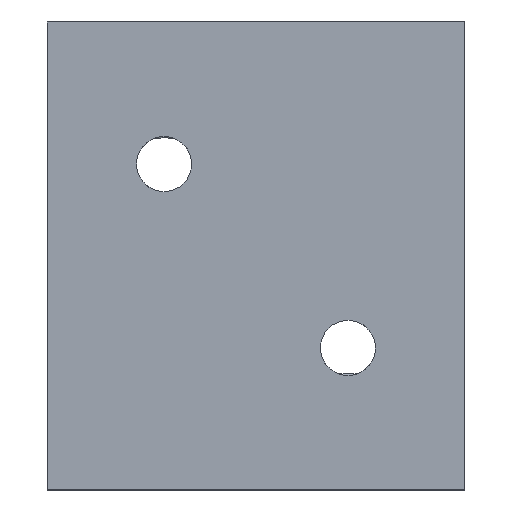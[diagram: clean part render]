
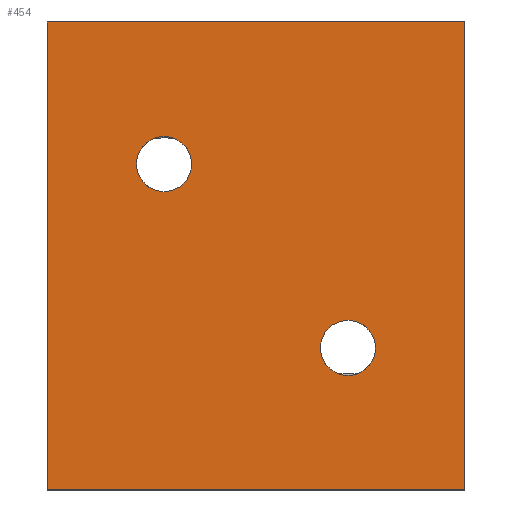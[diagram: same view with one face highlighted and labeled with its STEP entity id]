
A CAD part, left-side view. The second image highlights one B-rep face of the part: STEP entity #454.
In plain terms, the highlighted planar face has unit normal (-1, 0, 0).
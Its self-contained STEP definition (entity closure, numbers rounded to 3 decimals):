
#26 = PLANE ( 'NONE',  #544 ) ;
#29 = VERTEX_POINT ( 'NONE', #253 ) ;
#47 = VECTOR ( 'NONE', #298, 1000. ) ;
#89 = CARTESIAN_POINT ( 'NONE',  ( 234.757, 405.02, 33.85 ) ) ;
#90 = DIRECTION ( 'NONE',  ( 0., 0., 1. ) ) ;
#91 = EDGE_CURVE ( 'NONE', #307, #121, #712, .T. ) ;
#111 = CARTESIAN_POINT ( 'NONE',  ( 234.757, 423.02, 51.7 ) ) ;
#113 = DIRECTION ( 'NONE',  ( -1., 0., 0. ) ) ;
#121 = VERTEX_POINT ( 'NONE', #494 ) ;
#127 = DIRECTION ( 'NONE',  ( 0., 0., 1. ) ) ;
#131 = EDGE_LOOP ( 'NONE', ( #425, #552, #584, #297 ) ) ;
#135 = CIRCLE ( 'NONE', #330, 1.65 ) ;
#168 = DIRECTION ( 'NONE',  ( 0., 0., -1. ) ) ;
#219 = DIRECTION ( 'NONE',  ( -1., 0., 0. ) ) ;
#221 = FACE_BOUND ( 'NONE', #604, .T. ) ;
#232 = AXIS2_PLACEMENT_3D ( 'NONE', #533, #113, #127 ) ;
#244 = CARTESIAN_POINT ( 'NONE',  ( 234.757, 398.02, 51.7 ) ) ;
#253 = CARTESIAN_POINT ( 'NONE',  ( 234.757, 423.02, 23.7 ) ) ;
#260 = VERTEX_POINT ( 'NONE', #111 ) ;
#265 = VERTEX_POINT ( 'NONE', #381 ) ;
#277 = DIRECTION ( 'NONE',  ( 0., -1., 0. ) ) ;
#283 = CARTESIAN_POINT ( 'NONE',  ( 234.757, 416.02, 43.2 ) ) ;
#297 = ORIENTED_EDGE ( 'NONE', *, *, #653, .F. ) ;
#298 = DIRECTION ( 'NONE',  ( 0., -1., 0. ) ) ;
#304 = EDGE_CURVE ( 'NONE', #121, #307, #135, .T. ) ;
#307 = VERTEX_POINT ( 'NONE', #717 ) ;
#330 = AXIS2_PLACEMENT_3D ( 'NONE', #787, #439, #378 ) ;
#352 = CARTESIAN_POINT ( 'NONE',  ( 234.757, 398.02, 51.7 ) ) ;
#358 = VERTEX_POINT ( 'NONE', #538 ) ;
#378 = DIRECTION ( 'NONE',  ( 0., 0., 1. ) ) ;
#381 = CARTESIAN_POINT ( 'NONE',  ( 234.757, 398.02, 23.7 ) ) ;
#392 = ORIENTED_EDGE ( 'NONE', *, *, #725, .F. ) ;
#403 = CIRCLE ( 'NONE', #232, 1.65 ) ;
#411 = FACE_OUTER_BOUND ( 'NONE', #131, .T. ) ;
#423 = DIRECTION ( 'NONE',  ( 1., 0., 0. ) ) ;
#425 = ORIENTED_EDGE ( 'NONE', *, *, #611, .T. ) ;
#439 = DIRECTION ( 'NONE',  ( -1., 0., 0. ) ) ;
#447 = LINE ( 'NONE', #864, #603 ) ;
#454 = ADVANCED_FACE ( 'NONE', ( #692, #221, #411 ), #26, .F. ) ;
#463 = VERTEX_POINT ( 'NONE', #89 ) ;
#493 = CARTESIAN_POINT ( 'NONE',  ( 234.757, 398.02, 51.7 ) ) ;
#494 = CARTESIAN_POINT ( 'NONE',  ( 234.757, 416.02, 44.85 ) ) ;
#513 = EDGE_CURVE ( 'NONE', #29, #265, #625, .T. ) ;
#531 = EDGE_CURVE ( 'NONE', #688, #265, #699, .T. ) ;
#533 = CARTESIAN_POINT ( 'NONE',  ( 234.757, 405.02, 32.2 ) ) ;
#538 = CARTESIAN_POINT ( 'NONE',  ( 234.757, 405.02, 30.55 ) ) ;
#544 = AXIS2_PLACEMENT_3D ( 'NONE', #493, #423, #687 ) ;
#551 = DIRECTION ( 'NONE',  ( -1., 0., 0. ) ) ;
#552 = ORIENTED_EDGE ( 'NONE', *, *, #513, .T. ) ;
#570 = LINE ( 'NONE', #856, #47 ) ;
#584 = ORIENTED_EDGE ( 'NONE', *, *, #531, .F. ) ;
#603 = VECTOR ( 'NONE', #168, 1000. ) ;
#604 = EDGE_LOOP ( 'NONE', ( #869, #392 ) ) ;
#610 = ORIENTED_EDGE ( 'NONE', *, *, #91, .F. ) ;
#611 = EDGE_CURVE ( 'NONE', #260, #29, #447, .T. ) ;
#625 = LINE ( 'NONE', #769, #675 ) ;
#653 = EDGE_CURVE ( 'NONE', #260, #688, #570, .T. ) ;
#675 = VECTOR ( 'NONE', #277, 1000. ) ;
#678 = AXIS2_PLACEMENT_3D ( 'NONE', #283, #551, #90 ) ;
#680 = EDGE_LOOP ( 'NONE', ( #709, #610 ) ) ;
#686 = CARTESIAN_POINT ( 'NONE',  ( 234.757, 405.02, 32.2 ) ) ;
#687 = DIRECTION ( 'NONE',  ( 0., 1., 0. ) ) ;
#688 = VERTEX_POINT ( 'NONE', #244 ) ;
#692 = FACE_BOUND ( 'NONE', #680, .T. ) ;
#695 = AXIS2_PLACEMENT_3D ( 'NONE', #686, #219, #832 ) ;
#699 = LINE ( 'NONE', #352, #858 ) ;
#709 = ORIENTED_EDGE ( 'NONE', *, *, #304, .F. ) ;
#712 = CIRCLE ( 'NONE', #678, 1.65 ) ;
#717 = CARTESIAN_POINT ( 'NONE',  ( 234.757, 416.02, 41.55 ) ) ;
#725 = EDGE_CURVE ( 'NONE', #358, #463, #403, .T. ) ;
#760 = DIRECTION ( 'NONE',  ( 0., 0., -1. ) ) ;
#769 = CARTESIAN_POINT ( 'NONE',  ( 234.757, 423.02, 23.7 ) ) ;
#787 = CARTESIAN_POINT ( 'NONE',  ( 234.757, 416.02, 43.2 ) ) ;
#828 = CIRCLE ( 'NONE', #695, 1.65 ) ;
#832 = DIRECTION ( 'NONE',  ( 0., 0., 1. ) ) ;
#856 = CARTESIAN_POINT ( 'NONE',  ( 234.757, 398.02, 51.7 ) ) ;
#858 = VECTOR ( 'NONE', #760, 1000. ) ;
#864 = CARTESIAN_POINT ( 'NONE',  ( 234.757, 423.02, 51.7 ) ) ;
#869 = ORIENTED_EDGE ( 'NONE', *, *, #886, .F. ) ;
#886 = EDGE_CURVE ( 'NONE', #463, #358, #828, .T. ) ;
